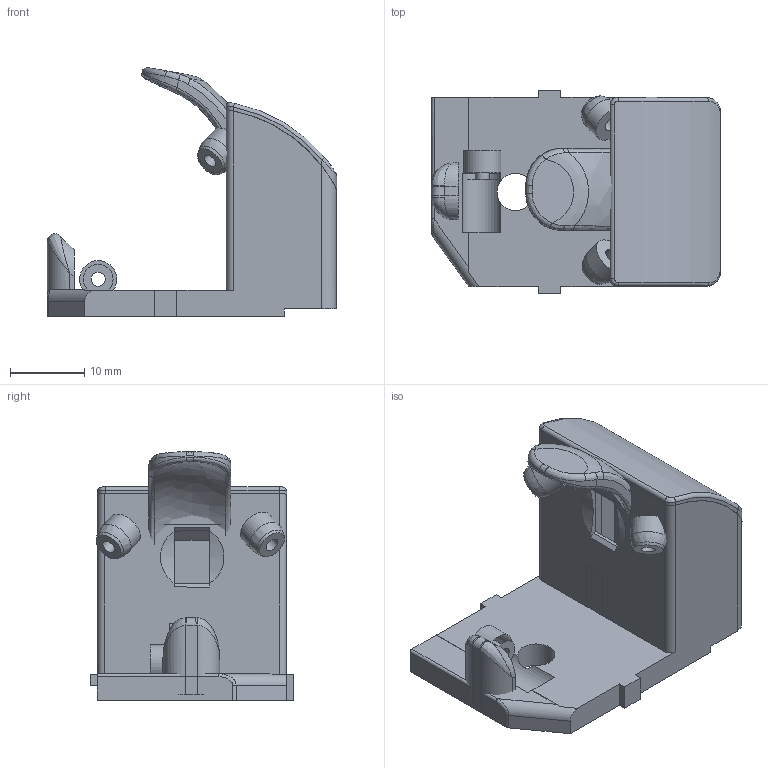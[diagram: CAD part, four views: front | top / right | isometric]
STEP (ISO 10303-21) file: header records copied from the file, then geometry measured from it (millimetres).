
FILE_DESCRIPTION(/* description */ ('HOOPS Exchange Step'),/* implementation_level */ '2;1');
FILE_NAME(/* name */ 'cool642tb_trackball_case_with_ball_bearing_2 v34.step',/* time_stamp */ '2025-05-31T00:28:32+09:00',/* author */ (''),/* organization */ (''),/* preprocessor_version */ 'ST-DEVELOPER v20.1',/* originating_system */ 'Autodesk Translation Framework v14.10.0.0',/* authorisation */ '');
FILE_SCHEMA (('AUTOMOTIVE_DESIGN { 1 0 10303 214 3 1 1 }'));
Length unit declared in the file: millimetre
Products named in the file (1): right
Bounding box: 38.84 x 27.38 x 33.4 mm (x, y, z)
Volume: 6776.8 mm3; surface area: 6836.7 mm2
Topology: 6 solids, 6 shells, 157 faces, 399 edges, 254 vertices
Faces by surface type: plane 83, cylinder 33, bspline 30, torus 5, cone 3, sphere 3
Full cylindrical faces by diameter (mm): 1.9 x3, 5 x4, 6.2 x2
Entity records: 5899 total; most frequent: CARTESIAN_POINT 2266, ORIENTED_EDGE 792, DIRECTION 662, EDGE_CURVE 396, VERTEX_POINT 254, AXIS2_PLACEMENT_3D 225, LINE 212, VECTOR 212
